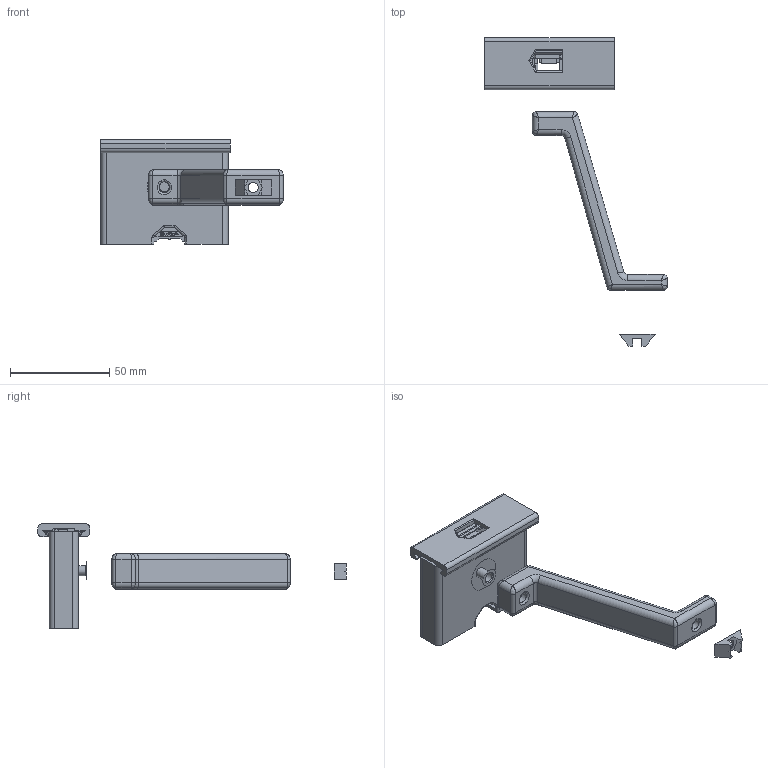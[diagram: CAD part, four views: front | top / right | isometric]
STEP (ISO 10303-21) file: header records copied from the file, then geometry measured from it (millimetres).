
FILE_DESCRIPTION(/* description */ (''),/* implementation_level */ '2;1');
FILE_NAME(/* name */ 'V1_arm_mount.step',/* time_stamp */ '2025-12-12T11:01:45-05:00',/* author */ (''),/* organization */ (''),/* preprocessor_version */ 'ST-DEVELOPER v20.1',/* originating_system */ 'Autodesk Translation Framework v14.21.0.0',/* authorisation */ '');
FILE_SCHEMA (('AUTOMOTIVE_DESIGN { 1 0 10303 214 3 1 1 }'));
Length unit declared in the file: millimetre
Products named in the file (5): AudioMothMount_ephys; audioMothDev1_0_1; cap; arm; slider
Assembly tree (4 placements, depth 2):
  AudioMothMount_ephys
    audioMothDev1_0_1
    cap
    arm
    slider
Bounding box: 92.08 x 155.39 x 52.47 mm (x, y, z)
Volume: 56891.6 mm3; surface area: 35692 mm2
Topology: 6 solids, 6 shells, 831 faces, 2225 edges, 1438 vertices
Faces by surface type: plane 386, bspline 324, cylinder 94, torus 16, cone 11
Full cylindrical faces by diameter (mm): 1.258 x1, 5 x1, 5.1 x1
Entity records: 28937 total; most frequent: CARTESIAN_POINT 10129, ORIENTED_EDGE 4426, DIRECTION 2827, EDGE_CURVE 2213, VERTEX_POINT 1438, LINE 1387, VECTOR 1387, EDGE_LOOP 891
